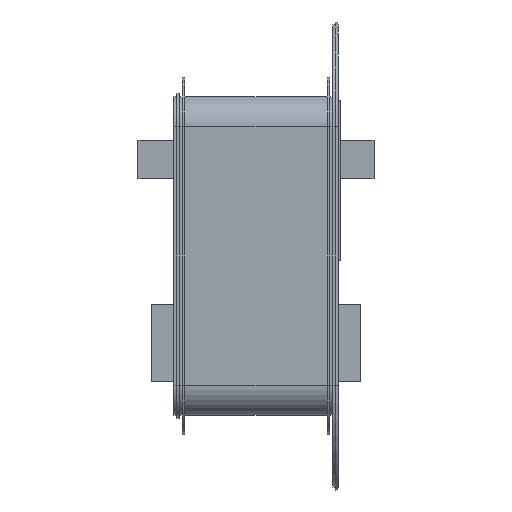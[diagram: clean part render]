
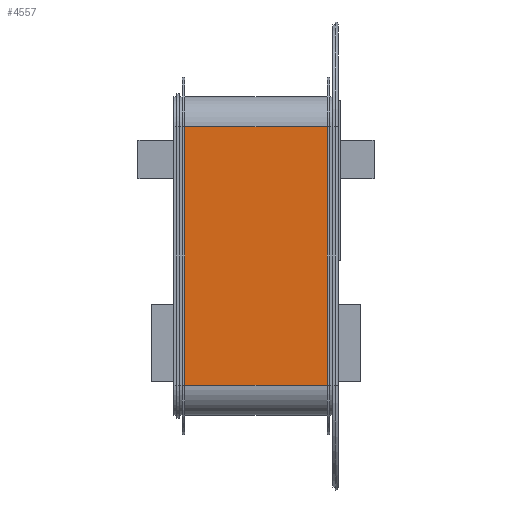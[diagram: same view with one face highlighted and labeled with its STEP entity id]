
A CAD part, left-side view. The second image highlights one B-rep face of the part: STEP entity #4557.
In plain terms, the highlighted planar face has unit normal (-1, 0, 0).
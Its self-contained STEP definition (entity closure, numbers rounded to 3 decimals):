
#371=FACE_OUTER_BOUND($,#607,.T.);
#607=EDGE_LOOP($,(#3835,#3836,#3837,#3838));
#1042=LINE($,#7126,#1592);
#1127=LINE($,#7349,#1677);
#1135=LINE($,#7374,#1685);
#1136=LINE($,#7375,#1686);
#1592=VECTOR($,#5721,51.5);
#1677=VECTOR($,#5962,51.5);
#1685=VECTOR($,#5988,93.5);
#1686=VECTOR($,#5989,93.5);
#2103=VERTEX_POINT($,#7124);
#2104=VERTEX_POINT($,#7125);
#2163=VERTEX_POINT($,#7347);
#2164=VERTEX_POINT($,#7348);
#2661=EDGE_CURVE($,#2103,#2104,#1042,.T.);
#2768=EDGE_CURVE($,#2163,#2164,#1127,.T.);
#2781=EDGE_CURVE($,#2163,#2103,#1135,.T.);
#2782=EDGE_CURVE($,#2164,#2104,#1136,.T.);
#3835=ORIENTED_EDGE($,*,*,#2781,.F.);
#3836=ORIENTED_EDGE($,*,*,#2768,.T.);
#3837=ORIENTED_EDGE($,*,*,#2782,.T.);
#3838=ORIENTED_EDGE($,*,*,#2661,.F.);
#4340=PLANE($,#4892);
#4557=ADVANCED_FACE($,(#371),#4340,.F.);
#4892=AXIS2_PLACEMENT_3D($,#7373,#5986,#5987);
#5721=DIRECTION($,(0.,1.,0.));
#5962=DIRECTION($,(0.,1.,0.));
#5986=DIRECTION('center_axis',(1.,0.,0.));
#5987=DIRECTION('ref_axis',(0.,1.,0.));
#5988=DIRECTION($,(0.,0.,-1.));
#5989=DIRECTION($,(0.,0.,-1.));
#7124=CARTESIAN_POINT('',(-38.,4.,-46.75));
#7125=CARTESIAN_POINT('',(-38.,55.5,-46.75));
#7126=CARTESIAN_POINT($,(-38.,4.,-46.75));
#7347=CARTESIAN_POINT('',(-38.,4.,46.75));
#7348=CARTESIAN_POINT('',(-38.,55.5,46.75));
#7349=CARTESIAN_POINT($,(-38.,4.,46.75));
#7373=CARTESIAN_POINT('Origin',(-38.,4.,0.));
#7374=CARTESIAN_POINT($,(-38.,4.,0.));
#7375=CARTESIAN_POINT($,(-38.,55.5,0.));
